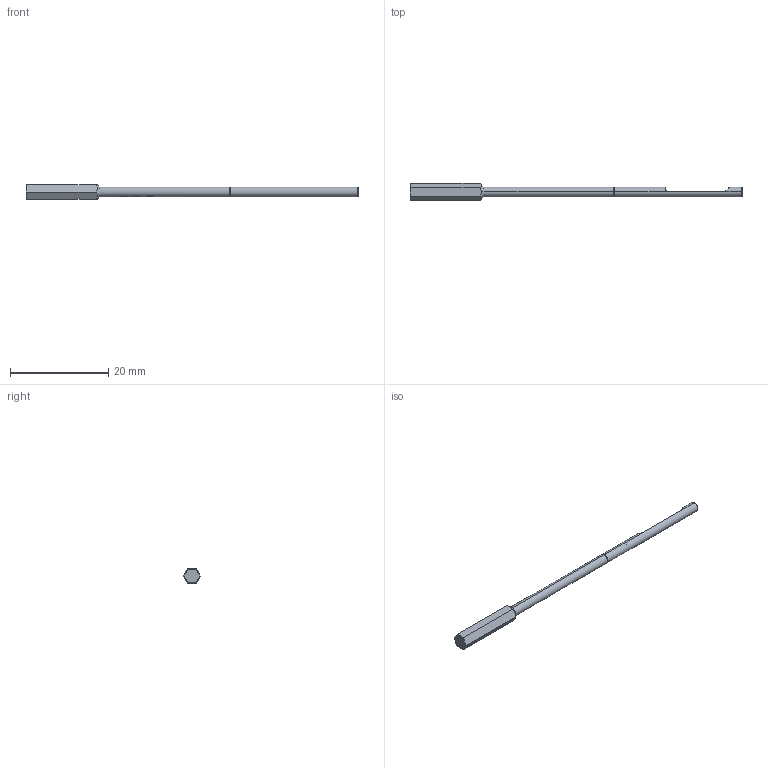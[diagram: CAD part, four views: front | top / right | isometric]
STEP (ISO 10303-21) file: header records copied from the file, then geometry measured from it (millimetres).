
FILE_DESCRIPTION (( 'STEP AP203' ), '1' );
FILE_NAME ('MOD-BIT730S1.step', '2015-07-09T11:02:16', ( 'firstrun' ), ( 'Hewlett-Packard Company' ), 'SwSTEP 2.0', 'SolidWorks 2012', '' );
FILE_SCHEMA (( 'CONFIG_CONTROL_DESIGN' ));
Length unit declared in the file: millimetre
Products named in the file (1): MOD-BIT730S1
Bounding box: 67.5 x 3.46 x 3 mm (x, y, z)
Volume: 234.5 mm3; surface area: 532.1 mm2
Topology: 1 solids, 1 shells, 161 faces, 429 edges, 275 vertices
Faces by surface type: plane 84, bspline 36, cylinder 27, cone 14
Entity records: 7521 total; most frequent: CARTESIAN_POINT 3775, ORIENTED_EDGE 858, DIRECTION 617, EDGE_CURVE 429, VERTEX_POINT 275, AXIS2_PLACEMENT_3D 210, VECTOR 197, LINE 197
